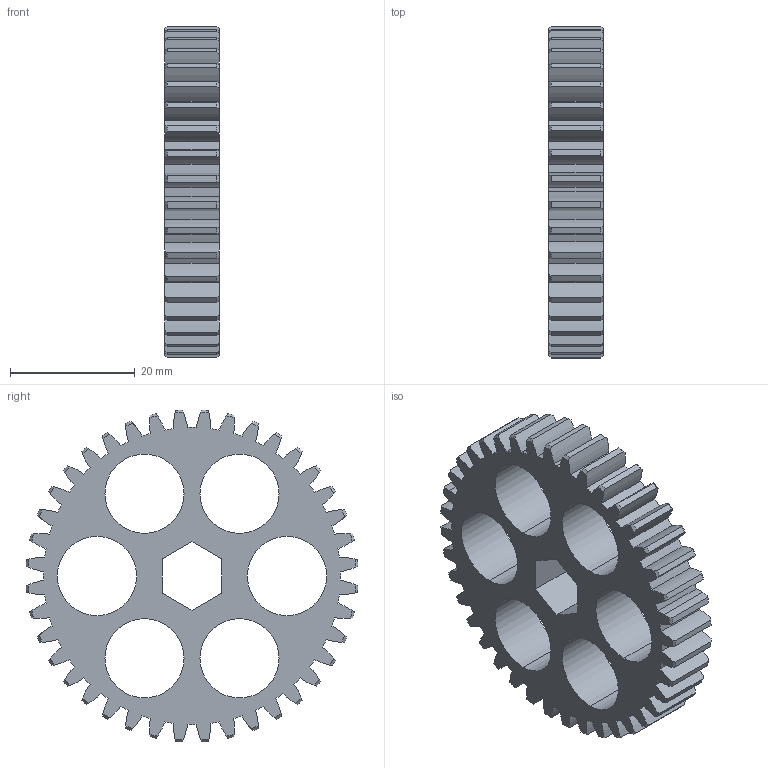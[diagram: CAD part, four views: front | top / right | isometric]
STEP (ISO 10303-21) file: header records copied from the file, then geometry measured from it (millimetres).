
FILE_DESCRIPTION (( 'STEP AP214' ), '1' );
FILE_NAME ('am-0024 Large Cluster Gear, 40 Tooth.STEP', '2014-08-20T20:23:37', ( '' ), ( '' ), 'SwSTEP 2.0', 'SolidWorks 2014', '' );
FILE_SCHEMA (( 'AUTOMOTIVE_DESIGN' ));
Length unit declared in the file: inch
Products named in the file (1): am-0024 Large Cluster Gear, 40 Tooth
Bounding box: 8.76 x 53.24 x 53.24 mm (x, y, z)
Volume: 10084.8 mm3; surface area: 7570 mm2
Topology: 1 solids, 1 shells, 263 faces, 783 edges, 522 vertices
Faces by surface type: cylinder 175, cone 80, plane 8
Entity records: 9815 total; most frequent: CARTESIAN_POINT 2049, DIRECTION 1581, ORIENTED_EDGE 1566, EDGE_CURVE 783, AXIS2_PLACEMENT_3D 694, VERTEX_POINT 522, CIRCLE 430, EDGE_LOOP 277
